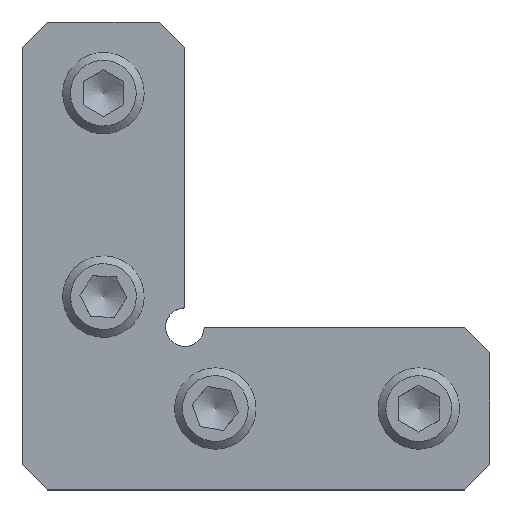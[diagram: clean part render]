
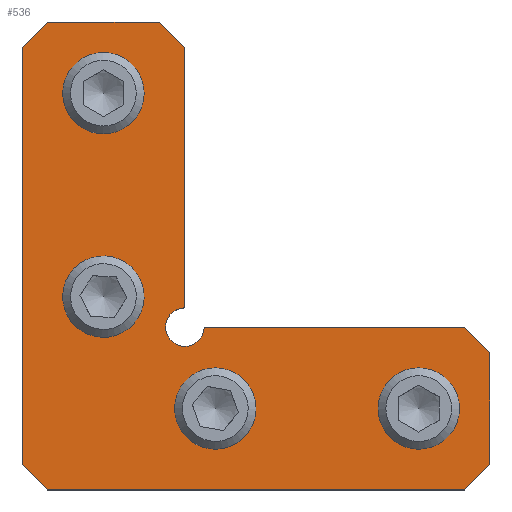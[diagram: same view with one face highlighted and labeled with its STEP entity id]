
A CAD part, top view. The second image highlights one B-rep face of the part: STEP entity #536.
In plain terms, the highlighted planar face has unit normal (0, 0, 1).
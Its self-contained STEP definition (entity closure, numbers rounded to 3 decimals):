
#48=LINE('',#777,#94);
#54=LINE('',#788,#100);
#64=LINE('',#811,#110);
#67=LINE('',#816,#113);
#68=LINE('',#819,#114);
#71=LINE('',#824,#117);
#72=LINE('',#828,#118);
#75=LINE('',#832,#121);
#76=LINE('',#836,#122);
#79=LINE('',#841,#125);
#81=LINE('',#846,#127);
#94=VECTOR('',#631,3.536);
#100=VECTOR('',#639,41.);
#110=VECTOR('',#655,3.536);
#113=VECTOR('',#660,11.);
#114=VECTOR('',#663,3.536);
#117=VECTOR('',#668,25.6);
#118=VECTOR('',#671,3.536);
#121=VECTOR('',#676,41.);
#122=VECTOR('',#679,3.536);
#125=VECTOR('',#684,25.6);
#127=VECTOR('',#692,11.);
#152=PLANE('',#579);
#169=FACE_BOUND('',#233,.T.);
#170=FACE_BOUND('',#234,.T.);
#171=FACE_BOUND('',#235,.T.);
#172=FACE_BOUND('',#236,.T.);
#194=FACE_OUTER_BOUND('',#232,.T.);
#232=EDGE_LOOP('',(#453,#454,#455,#456,#457,#458,#459,#460,#461,#462,#463,
#464));
#233=EDGE_LOOP('',(#465));
#234=EDGE_LOOP('',(#466));
#235=EDGE_LOOP('',(#467));
#236=EDGE_LOOP('',(#468));
#254=CIRCLE('',#554,3.324);
#256=CIRCLE('',#557,3.324);
#258=CIRCLE('',#560,3.324);
#260=CIRCLE('',#563,3.324);
#262=CIRCLE('',#577,1.9);
#268=VERTEX_POINT('',#757);
#270=VERTEX_POINT('',#762);
#272=VERTEX_POINT('',#767);
#274=VERTEX_POINT('',#772);
#275=VERTEX_POINT('',#775);
#276=VERTEX_POINT('',#776);
#280=VERTEX_POINT('',#786);
#290=VERTEX_POINT('',#810);
#291=VERTEX_POINT('',#814);
#292=VERTEX_POINT('',#818);
#293=VERTEX_POINT('',#822);
#294=VERTEX_POINT('',#826);
#295=VERTEX_POINT('',#827);
#296=VERTEX_POINT('',#834);
#297=VERTEX_POINT('',#835);
#298=VERTEX_POINT('',#840);
#316=EDGE_CURVE('',#268,#268,#254,.T.);
#318=EDGE_CURVE('',#270,#270,#256,.T.);
#320=EDGE_CURVE('',#272,#272,#258,.T.);
#322=EDGE_CURVE('',#274,#274,#260,.T.);
#323=EDGE_CURVE('',#275,#276,#48,.T.);
#329=EDGE_CURVE('',#275,#280,#54,.T.);
#340=EDGE_CURVE('',#290,#280,#64,.T.);
#343=EDGE_CURVE('',#290,#291,#67,.T.);
#344=EDGE_CURVE('',#292,#291,#68,.T.);
#347=EDGE_CURVE('',#292,#293,#71,.T.);
#348=EDGE_CURVE('',#294,#295,#72,.T.);
#351=EDGE_CURVE('',#294,#276,#75,.T.);
#352=EDGE_CURVE('',#296,#297,#76,.T.);
#355=EDGE_CURVE('',#298,#297,#79,.T.);
#357=EDGE_CURVE('',#293,#298,#262,.T.);
#358=EDGE_CURVE('',#296,#295,#81,.T.);
#453=ORIENTED_EDGE('',*,*,#323,.F.);
#454=ORIENTED_EDGE('',*,*,#329,.T.);
#455=ORIENTED_EDGE('',*,*,#340,.F.);
#456=ORIENTED_EDGE('',*,*,#343,.T.);
#457=ORIENTED_EDGE('',*,*,#344,.F.);
#458=ORIENTED_EDGE('',*,*,#347,.T.);
#459=ORIENTED_EDGE('',*,*,#357,.T.);
#460=ORIENTED_EDGE('',*,*,#355,.T.);
#461=ORIENTED_EDGE('',*,*,#352,.F.);
#462=ORIENTED_EDGE('',*,*,#358,.T.);
#463=ORIENTED_EDGE('',*,*,#348,.F.);
#464=ORIENTED_EDGE('',*,*,#351,.T.);
#465=ORIENTED_EDGE('',*,*,#316,.T.);
#466=ORIENTED_EDGE('',*,*,#318,.T.);
#467=ORIENTED_EDGE('',*,*,#320,.T.);
#468=ORIENTED_EDGE('',*,*,#322,.T.);
#536=ADVANCED_FACE('',(#194,#169,#170,#171,#172),#152,.T.);
#554=AXIS2_PLACEMENT_3D('',#758,#609,#610);
#557=AXIS2_PLACEMENT_3D('',#763,#615,#616);
#560=AXIS2_PLACEMENT_3D('',#768,#621,#622);
#563=AXIS2_PLACEMENT_3D('',#773,#627,#628);
#577=AXIS2_PLACEMENT_3D('',#844,#688,#689);
#579=AXIS2_PLACEMENT_3D('',#847,#693,#694);
#609=DIRECTION('center_axis',(0.,0.,-1.));
#610=DIRECTION('ref_axis',(1.,0.,0.));
#615=DIRECTION('center_axis',(0.,0.,-1.));
#616=DIRECTION('ref_axis',(1.,0.,0.));
#621=DIRECTION('center_axis',(0.,0.,-1.));
#622=DIRECTION('ref_axis',(1.,0.,0.));
#627=DIRECTION('center_axis',(0.,0.,-1.));
#628=DIRECTION('ref_axis',(1.,0.,0.));
#631=DIRECTION('',(-0.707,0.707,0.));
#639=DIRECTION('',(1.,0.,0.));
#655=DIRECTION('',(-0.707,-0.707,0.));
#660=DIRECTION('',(0.,1.,0.));
#663=DIRECTION('',(0.707,-0.707,0.));
#668=DIRECTION('',(-1.,0.,0.));
#671=DIRECTION('',(0.707,0.707,0.));
#676=DIRECTION('',(0.,-1.,0.));
#679=DIRECTION('',(0.707,-0.707,0.));
#684=DIRECTION('',(0.,1.,0.));
#688=DIRECTION('center_axis',(0.,0.,-1.));
#689=DIRECTION('ref_axis',(-1.,0.,0.));
#692=DIRECTION('',(-1.,0.,0.));
#693=DIRECTION('center_axis',(0.,0.,1.));
#694=DIRECTION('ref_axis',(1.,0.,0.));
#757=CARTESIAN_POINT('',(22.324,8.,3.));
#758=CARTESIAN_POINT('Origin',(19.,8.,3.));
#762=CARTESIAN_POINT('',(11.324,39.,3.));
#763=CARTESIAN_POINT('Origin',(8.,39.,3.));
#767=CARTESIAN_POINT('',(11.324,19.,3.));
#768=CARTESIAN_POINT('Origin',(8.,19.,3.));
#772=CARTESIAN_POINT('',(42.324,8.,3.));
#773=CARTESIAN_POINT('Origin',(39.,8.,3.));
#775=CARTESIAN_POINT('',(2.5,0.,3.));
#776=CARTESIAN_POINT('',(0.,2.5,3.));
#777=CARTESIAN_POINT('',(1.25,1.25,3.));
#786=CARTESIAN_POINT('',(43.5,0.,3.));
#788=CARTESIAN_POINT('',(46.,0.,3.));
#810=CARTESIAN_POINT('',(46.,2.5,3.));
#811=CARTESIAN_POINT('',(42.304,-1.196,3.));
#814=CARTESIAN_POINT('',(46.,13.5,3.));
#816=CARTESIAN_POINT('',(46.,16.,3.));
#818=CARTESIAN_POINT('',(43.5,16.,3.));
#819=CARTESIAN_POINT('',(37.25,22.25,3.));
#822=CARTESIAN_POINT('',(17.9,16.,3.));
#824=CARTESIAN_POINT('',(16.,16.,3.));
#826=CARTESIAN_POINT('',(0.,43.5,3.));
#827=CARTESIAN_POINT('',(2.5,46.,3.));
#828=CARTESIAN_POINT('',(-1.196,42.304,3.));
#832=CARTESIAN_POINT('',(0.,0.,3.));
#834=CARTESIAN_POINT('',(13.5,46.,3.));
#835=CARTESIAN_POINT('',(16.,43.5,3.));
#836=CARTESIAN_POINT('',(22.25,37.25,3.));
#840=CARTESIAN_POINT('',(16.,17.9,3.));
#841=CARTESIAN_POINT('',(16.,46.,3.));
#844=CARTESIAN_POINT('Origin',(16.,16.,3.));
#846=CARTESIAN_POINT('',(0.,46.,3.));
#847=CARTESIAN_POINT('Origin',(18.109,18.109,3.));
